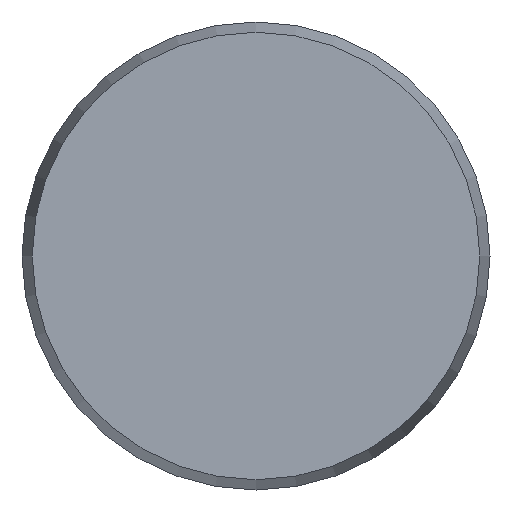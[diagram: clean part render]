
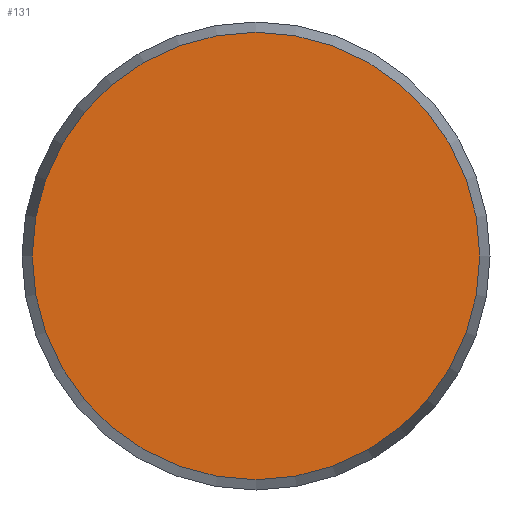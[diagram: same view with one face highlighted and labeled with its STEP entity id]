
A CAD part, front view. The second image highlights one B-rep face of the part: STEP entity #131.
In plain terms, the highlighted planar face has unit normal (0, -1, 0).
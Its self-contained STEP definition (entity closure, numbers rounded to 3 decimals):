
#131 = ADVANCED_FACE( '', ( #273 ), #274, .F. );
#273 = FACE_OUTER_BOUND( '', #446, .T. );
#274 = PLANE( '', #447 );
#446 = EDGE_LOOP( '', ( #715 ) );
#447 = AXIS2_PLACEMENT_3D( '', #716, #717, #718 );
#715 = ORIENTED_EDGE( '', *, *, #843, .T. );
#716 = CARTESIAN_POINT( '', ( 38.25, 0., 0. ) );
#717 = DIRECTION( '', ( 0., 1., 0. ) );
#718 = DIRECTION( '', ( 0., 0., 1. ) );
#843 = EDGE_CURVE( '', #992, #992, #993, .T. );
#992 = VERTEX_POINT( '', #1301 );
#993 = CIRCLE( '', #1302, 38.25 );
#1301 = CARTESIAN_POINT( '', ( 0., 0., -38.25 ) );
#1302 = AXIS2_PLACEMENT_3D( '', #1405, #1406, #1407 );
#1405 = CARTESIAN_POINT( '', ( 0., 0., 0. ) );
#1406 = DIRECTION( '', ( 0., -1., 0. ) );
#1407 = DIRECTION( '', ( 0., 0., -1. ) );
